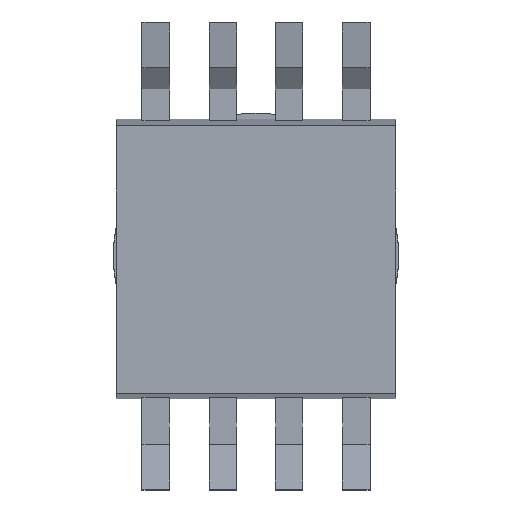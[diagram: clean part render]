
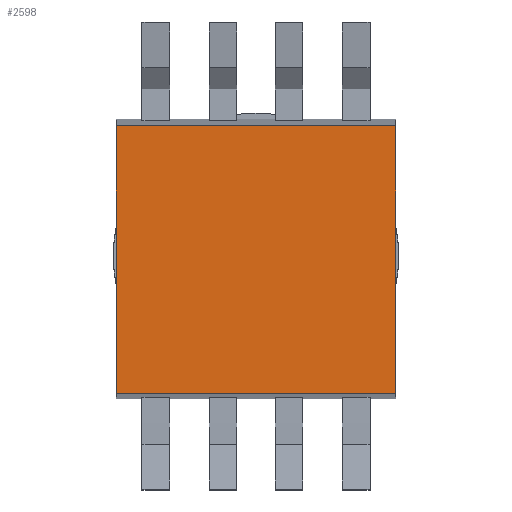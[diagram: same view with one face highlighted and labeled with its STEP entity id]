
A CAD part, front view. The second image highlights one B-rep face of the part: STEP entity #2598.
In plain terms, the highlighted planar face has unit normal (0, -1, 0).
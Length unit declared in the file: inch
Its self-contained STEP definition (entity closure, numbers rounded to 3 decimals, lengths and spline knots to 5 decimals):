
#1527 = DIRECTION ( 'NONE',  ( 0., 0., 1. ) ) ;
#1528 = DIRECTION ( 'NONE',  ( 0., 1., 0. ) ) ;
#1529 = AXIS2_PLACEMENT_3D ( 'NONE', #1531, #1528, #1527 ) ;
#1530 = CARTESIAN_POINT ( 'NONE',  ( -0.2125, 0., -0.2089 ) ) ;
#1531 = CARTESIAN_POINT ( 'NONE',  ( 0.2125, 0., 0.19784 ) ) ;
#1532 = PLANE ( 'NONE',  #1529 ) ;
#1533 = FACE_OUTER_BOUND ( 'NONE', #2599, .T. ) ;
#1548 = CARTESIAN_POINT ( 'NONE',  ( 0.2125, 0., -0.2089 ) ) ;
#1626 = CARTESIAN_POINT ( 'NONE',  ( 0.2125, 0., 0.19784 ) ) ;
#1627 = LINE ( 'NONE', #1626, #1664 ) ;
#1633 = DIRECTION ( 'NONE',  ( 0., 0., -1. ) ) ;
#1634 = CARTESIAN_POINT ( 'NONE',  ( -0.2125, 0., 0.19784 ) ) ;
#1635 = LINE ( 'NONE', #1634, #1649 ) ;
#1641 = DIRECTION ( 'NONE',  ( 0., 0., -1. ) ) ;
#1642 = VECTOR ( 'NONE', #1641, 39.37008 ) ;
#1643 = CARTESIAN_POINT ( 'NONE',  ( 0.2125, 0., 0.19784 ) ) ;
#1644 = LINE ( 'NONE', #1643, #1642 ) ;
#1645 = DIRECTION ( 'NONE',  ( -1., 0., 0. ) ) ;
#1646 = VECTOR ( 'NONE', #1645, 39.37008 ) ;
#1647 = CARTESIAN_POINT ( 'NONE',  ( 0.2125, 0., -0.2089 ) ) ;
#1648 = LINE ( 'NONE', #1647, #1646 ) ;
#1649 = VECTOR ( 'NONE', #1633, 39.37008 ) ;
#1662 = CARTESIAN_POINT ( 'NONE',  ( 0.2125, 0., 0.19784 ) ) ;
#1663 = DIRECTION ( 'NONE',  ( -1., 0., 0. ) ) ;
#1664 = VECTOR ( 'NONE', #1663, 39.37008 ) ;
#1684 = CARTESIAN_POINT ( 'NONE',  ( -0.2125, 0., 0.19784 ) ) ;
#2567 = ORIENTED_EDGE ( 'NONE', *, *, #2636, .T. ) ;
#2594 = VERTEX_POINT ( 'NONE', #1548 ) ;
#2598 = ADVANCED_FACE ( 'NONE', ( #1533 ), #1532, .F. ) ;
#2599 = EDGE_LOOP ( 'NONE', ( #2663, #2665, #2601, #2567 ) ) ;
#2600 = VERTEX_POINT ( 'NONE', #1530 ) ;
#2601 = ORIENTED_EDGE ( 'NONE', *, *, #2645, .F. ) ;
#2636 = EDGE_CURVE ( 'NONE', #2637, #2657, #1627, .T. ) ;
#2637 = VERTEX_POINT ( 'NONE', #1662 ) ;
#2645 = EDGE_CURVE ( 'NONE', #2637, #2594, #1644, .T. ) ;
#2657 = VERTEX_POINT ( 'NONE', #1684 ) ;
#2663 = ORIENTED_EDGE ( 'NONE', *, *, #2664, .T. ) ;
#2664 = EDGE_CURVE ( 'NONE', #2657, #2600, #1635, .T. ) ;
#2665 = ORIENTED_EDGE ( 'NONE', *, *, #2666, .F. ) ;
#2666 = EDGE_CURVE ( 'NONE', #2594, #2600, #1648, .T. ) ;
